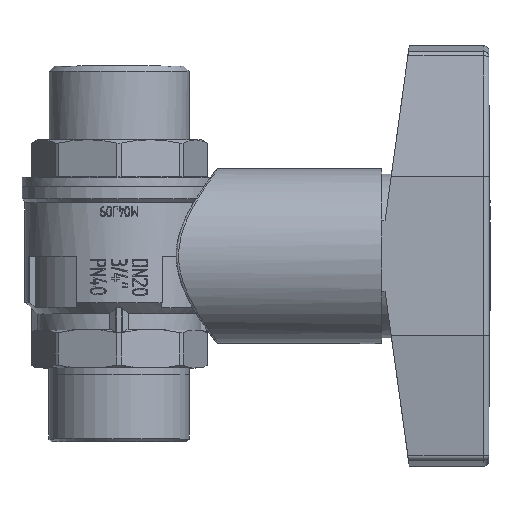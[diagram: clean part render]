
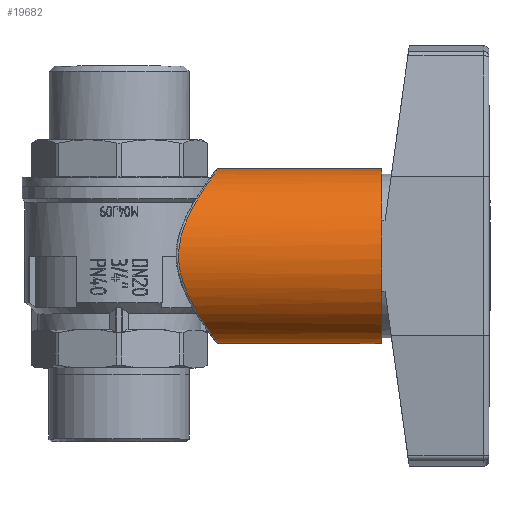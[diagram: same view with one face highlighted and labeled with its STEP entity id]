
A CAD part, top view. The second image highlights one B-rep face of the part: STEP entity #19682.
In plain terms, the highlighted cylindrical face has radius 16.5 mm (diameter 33 mm), a full revolution.
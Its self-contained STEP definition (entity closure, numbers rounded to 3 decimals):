
#4419=CYLINDRICAL_SURFACE('',#24599,16.5);
#4665=CIRCLE('',#24600,16.5);
#7459=ORIENTED_EDGE('',*,*,#11931,.T.);
#7460=ORIENTED_EDGE('',*,*,#11932,.F.);
#11931=EDGE_CURVE('',#14420,#14420,#16406,.T.);
#11932=EDGE_CURVE('',#14421,#14421,#4665,.T.);
#14420=VERTEX_POINT('',#42383);
#14421=VERTEX_POINT('',#42385);
#16406=B_SPLINE_CURVE_WITH_KNOTS('',3,(#42352,#42353,#42354,#42355,#42356,
#42357,#42358,#42359,#42360,#42361,#42362,#42363,#42364,#42365,#42366,#42367,
#42368,#42369,#42370,#42371,#42372,#42373,#42374,#42375,#42376,#42377,#42378,
#42379,#42380,#42381,#42382),.UNSPECIFIED.,.T.,.F.,(1,1,1,1,1,1,1,1,1,1,
1,1,1,1,1,1,1,1,1,1,1,1,1,1,1,1,1,1,1,1,1,1,1,1,1),(-0.01,
-0.007,-0.003,0.,0.003,
0.007,0.014,0.02,0.024,
0.027,0.03,0.034,0.037,
0.041,0.047,0.051,0.054,
0.061,0.064,0.068,0.071,
0.074,0.078,0.081,0.085,
0.088,0.091,0.095,0.098,
0.102,0.105,0.108,0.112,
0.115,0.122),.UNSPECIFIED.);
#17126=EDGE_LOOP('',(#7459));
#17127=EDGE_LOOP('',(#7460));
#18473=FACE_BOUND('',#17126,.T.);
#18474=FACE_BOUND('',#17127,.T.);
#19682=ADVANCED_FACE('',(#18473,#18474),#4419,.T.);
#24599=AXIS2_PLACEMENT_3D('',#42351,#26871,#26872);
#24600=AXIS2_PLACEMENT_3D('',#42384,#26873,#26874);
#26871=DIRECTION('',(0.,-1.,0.));
#26872=DIRECTION('',(0.,0.,-1.));
#26873=DIRECTION('',(0.,1.,0.));
#26874=DIRECTION('',(1.,0.,0.));
#42351=CARTESIAN_POINT('',(0.,38.8,0.));
#42352=CARTESIAN_POINT('',(7.748,6.719,-14.688));
#42353=CARTESIAN_POINT('',(4.657,7.637,-15.948));
#42354=CARTESIAN_POINT('',(1.335,8.097,-16.563));
#42355=CARTESIAN_POINT('',(-3.254,8.019,-16.459));
#42356=CARTESIAN_POINT('',(-8.581,6.618,-14.584));
#42357=CARTESIAN_POINT('',(-12.522,4.246,-11.081));
#42358=CARTESIAN_POINT('',(-14.746,2.378,-7.62));
#42359=CARTESIAN_POINT('',(-15.946,1.159,-4.645));
#42360=CARTESIAN_POINT('',(-16.565,0.436,-1.334));
#42361=CARTESIAN_POINT('',(-16.482,0.537,2.117));
#42362=CARTESIAN_POINT('',(-15.714,1.41,5.365));
#42363=CARTESIAN_POINT('',(-13.979,3.108,9.185));
#42364=CARTESIAN_POINT('',(-11.271,5.106,12.365));
#42365=CARTESIAN_POINT('',(-7.736,6.722,14.693));
#42366=CARTESIAN_POINT('',(-3.646,7.942,16.364));
#42367=CARTESIAN_POINT('',(0.985,8.234,16.746));
#42368=CARTESIAN_POINT('',(5.387,7.464,15.714));
#42369=CARTESIAN_POINT('',(8.37,6.472,14.341));
#42370=CARTESIAN_POINT('',(10.94,5.199,12.482));
#42371=CARTESIAN_POINT('',(13.071,3.785,10.227));
#42372=CARTESIAN_POINT('',(14.756,2.369,7.601));
#42373=CARTESIAN_POINT('',(15.944,1.16,4.648));
#42374=CARTESIAN_POINT('',(16.566,0.435,1.332));
#42375=CARTESIAN_POINT('',(16.481,0.538,-2.12));
#42376=CARTESIAN_POINT('',(15.717,1.408,-5.36));
#42377=CARTESIAN_POINT('',(14.402,2.691,-8.248));
#42378=CARTESIAN_POINT('',(12.631,4.108,-10.765));
#42379=CARTESIAN_POINT('',(10.39,5.507,-12.944));
#42380=CARTESIAN_POINT('',(7.748,6.719,-14.688));
#42381=CARTESIAN_POINT('',(4.657,7.637,-15.948));
#42382=CARTESIAN_POINT('',(1.335,8.097,-16.563));
#42383=CARTESIAN_POINT('',(4.618,7.561,-15.841));
#42384=CARTESIAN_POINT('',(0.,38.8,0.));
#42385=CARTESIAN_POINT('',(16.5,38.8,0.));
